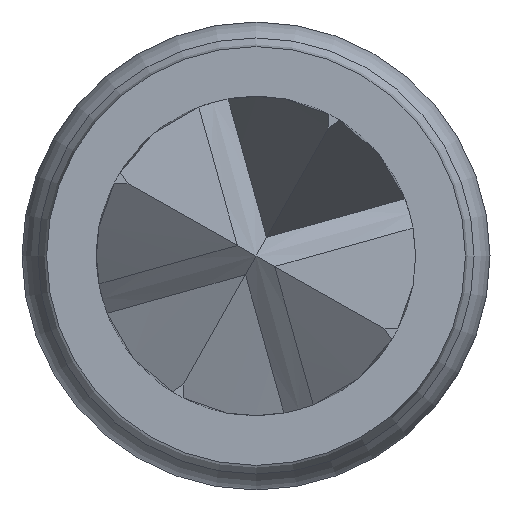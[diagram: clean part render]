
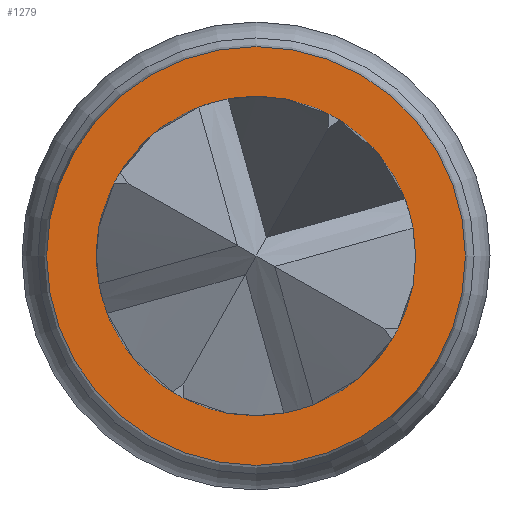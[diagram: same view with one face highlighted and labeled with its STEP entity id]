
A CAD part, left-side view. The second image highlights one B-rep face of the part: STEP entity #1279.
In plain terms, the highlighted planar face has unit normal (-1, 0, 0).
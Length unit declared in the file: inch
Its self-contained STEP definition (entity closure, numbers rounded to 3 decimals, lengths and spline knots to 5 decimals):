
#172 = DIRECTION ( 'NONE',  ( -1., 0., 0. ) ) ;
#187 = FACE_BOUND ( 'NONE', #1036, .T. ) ;
#270 = DIRECTION ( 'NONE',  ( 0., 0., 1. ) ) ;
#362 = VERTEX_POINT ( 'NONE', #460 ) ;
#425 = DIRECTION ( 'NONE',  ( 0., 0., 1. ) ) ;
#460 = CARTESIAN_POINT ( 'NONE',  ( 0., 0., 0.01378 ) ) ;
#471 = CARTESIAN_POINT ( 'NONE',  ( 0., 0., 0. ) ) ;
#621 = AXIS2_PLACEMENT_3D ( 'NONE', #471, #172, #270 ) ;
#642 = AXIS2_PLACEMENT_3D ( 'NONE', #1125, #927, #425 ) ;
#656 = EDGE_LOOP ( 'NONE', ( #787 ) ) ;
#684 = DIRECTION ( 'NONE',  ( 0., -1., 0. ) ) ;
#694 = PLANE ( 'NONE',  #642 ) ;
#750 = ORIENTED_EDGE ( 'NONE', *, *, #858, .F. ) ;
#787 = ORIENTED_EDGE ( 'NONE', *, *, #987, .T. ) ;
#858 = EDGE_CURVE ( 'NONE', #1188, #1188, #1099, .T. ) ;
#881 = CARTESIAN_POINT ( 'NONE',  ( 0., -0.0105, 0. ) ) ;
#927 = DIRECTION ( 'NONE',  ( -1., 0., 0. ) ) ;
#987 = EDGE_CURVE ( 'NONE', #362, #362, #1190, .T. ) ;
#1033 = AXIS2_PLACEMENT_3D ( 'NONE', #1085, #1076, #684 ) ;
#1036 = EDGE_LOOP ( 'NONE', ( #750 ) ) ;
#1076 = DIRECTION ( 'NONE',  ( -1., 0., 0. ) ) ;
#1085 = CARTESIAN_POINT ( 'NONE',  ( 0., 0., 0. ) ) ;
#1099 = CIRCLE ( 'NONE', #1033, 0.0105 ) ;
#1125 = CARTESIAN_POINT ( 'NONE',  ( 0., 0.0129, 0. ) ) ;
#1188 = VERTEX_POINT ( 'NONE', #881 ) ;
#1190 = CIRCLE ( 'NONE', #621, 0.01378 ) ;
#1202 = FACE_OUTER_BOUND ( 'NONE', #656, .T. ) ;
#1279 = ADVANCED_FACE ( 'NONE', ( #187, #1202 ), #694, .T. ) ;
